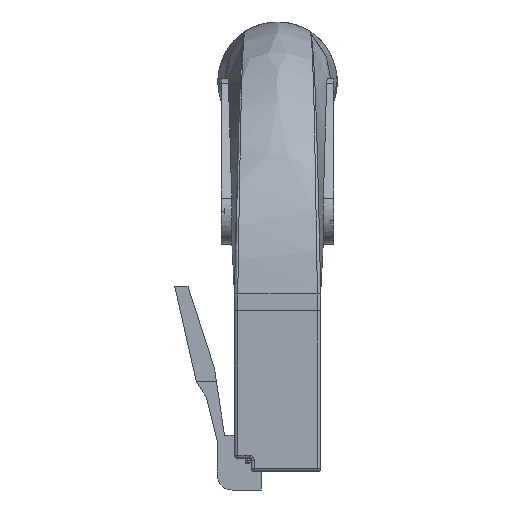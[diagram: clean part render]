
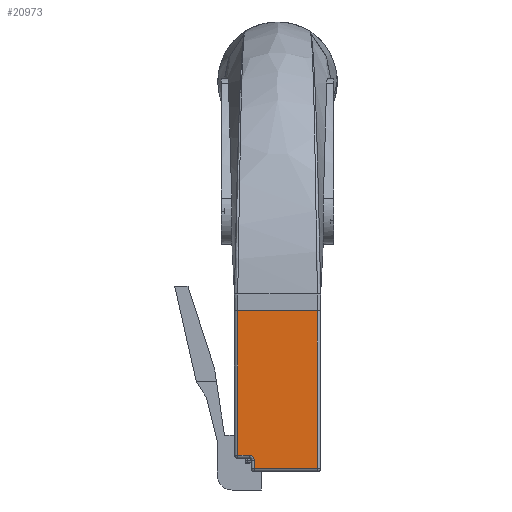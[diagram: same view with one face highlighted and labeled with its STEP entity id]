
A CAD part, left-side view. The second image highlights one B-rep face of the part: STEP entity #20973.
In plain terms, the highlighted face is planar.
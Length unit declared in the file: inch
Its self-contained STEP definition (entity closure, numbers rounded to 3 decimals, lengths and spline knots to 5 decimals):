
#2574 = CARTESIAN_POINT ( 'NONE',  ( 0.23, 0.13, -0.485 ) ) ;
#2581 = PLANE ( 'NONE',  #27780 ) ;
#2583 = DIRECTION ( 'NONE',  ( 1., 0., 0. ) ) ;
#2584 = DIRECTION ( 'NONE',  ( 0., 1., 0. ) ) ;
#11397 = AXIS2_PLACEMENT_3D ( 'NONE', #15019, #15020, #15021 ) ;
#13176 = LINE ( 'NONE', #14872, #13178 ) ;
#13178 = VECTOR ( 'NONE', #14868, 39.37008 ) ;
#13290 = LINE ( 'NONE', #15009, #13293 ) ;
#13292 = LINE ( 'NONE', #15011, #13295 ) ;
#13293 = VECTOR ( 'NONE', #15010, 39.37008 ) ;
#13294 = LINE ( 'NONE', #15013, #13297 ) ;
#13295 = VECTOR ( 'NONE', #15012, 39.37008 ) ;
#13296 = LINE ( 'NONE', #15015, #13299 ) ;
#13297 = VECTOR ( 'NONE', #15014, 39.37008 ) ;
#13298 = CIRCLE ( 'NONE', #11397, 0.015 ) ;
#13299 = VECTOR ( 'NONE', #15016, 39.37008 ) ;
#13300 = LINE ( 'NONE', #14994, #13302 ) ;
#13302 = VECTOR ( 'NONE', #14995, 39.37008 ) ;
#14291 = CARTESIAN_POINT ( 'NONE',  ( 0.23, -0.12, -0.485 ) ) ;
#14294 = CARTESIAN_POINT ( 'NONE',  ( 0.23, 0.12, -0.485 ) ) ;
#14342 = CARTESIAN_POINT ( 'NONE',  ( 0.23, 0.07, -0.01 ) ) ;
#14345 = CARTESIAN_POINT ( 'NONE',  ( 0.23, -0.12, -0.01 ) ) ;
#14346 = CARTESIAN_POINT ( 'NONE',  ( 0.23, 0.12, -0.05 ) ) ;
#14349 = CARTESIAN_POINT ( 'NONE',  ( 0.23, 0.085, -0.05 ) ) ;
#14350 = CARTESIAN_POINT ( 'NONE',  ( 0.23, 0.07, -0.035 ) ) ;
#14868 = DIRECTION ( 'NONE',  ( 0., 1., 0. ) ) ;
#14872 = CARTESIAN_POINT ( 'NONE',  ( 0.23, 0.13, -0.485 ) ) ;
#14994 = CARTESIAN_POINT ( 'NONE',  ( 0.23, 0.07, -0.485 ) ) ;
#14995 = DIRECTION ( 'NONE',  ( 0., 0., 1. ) ) ;
#15009 = CARTESIAN_POINT ( 'NONE',  ( 0.23, 0.13, -0.01 ) ) ;
#15010 = DIRECTION ( 'NONE',  ( 0., -1., 0. ) ) ;
#15011 = CARTESIAN_POINT ( 'NONE',  ( 0.23, -0.12, -0.485 ) ) ;
#15012 = DIRECTION ( 'NONE',  ( 0., 0., -1. ) ) ;
#15013 = CARTESIAN_POINT ( 'NONE',  ( 0.23, 0.12, -0.485 ) ) ;
#15014 = DIRECTION ( 'NONE',  ( 0., 0., 1. ) ) ;
#15015 = CARTESIAN_POINT ( 'NONE',  ( 0.23, 0.13, -0.05 ) ) ;
#15016 = DIRECTION ( 'NONE',  ( 0., -1., 0. ) ) ;
#15019 = CARTESIAN_POINT ( 'NONE',  ( 0.23, 0.085, -0.035 ) ) ;
#15020 = DIRECTION ( 'NONE',  ( -1., 0., 0. ) ) ;
#15021 = DIRECTION ( 'NONE',  ( 0., 1., 0. ) ) ;
#20973 = ADVANCED_FACE ( 'NONE', ( #28240 ), #2581, .T. ) ;
#23858 = ORIENTED_EDGE ( 'NONE', *, *, #24848, .T. ) ;
#23859 = ORIENTED_EDGE ( 'NONE', *, *, #24849, .T. ) ;
#23860 = ORIENTED_EDGE ( 'NONE', *, *, #24786, .T. ) ;
#23861 = ORIENTED_EDGE ( 'NONE', *, *, #24850, .T. ) ;
#23862 = ORIENTED_EDGE ( 'NONE', *, *, #24851, .T. ) ;
#23863 = ORIENTED_EDGE ( 'NONE', *, *, #24852, .T. ) ;
#23864 = ORIENTED_EDGE ( 'NONE', *, *, #24853, .T. ) ;
#24315 = VERTEX_POINT ( 'NONE', #14291 ) ;
#24318 = VERTEX_POINT ( 'NONE', #14294 ) ;
#24366 = VERTEX_POINT ( 'NONE', #14342 ) ;
#24369 = VERTEX_POINT ( 'NONE', #14345 ) ;
#24370 = VERTEX_POINT ( 'NONE', #14346 ) ;
#24373 = VERTEX_POINT ( 'NONE', #14349 ) ;
#24374 = VERTEX_POINT ( 'NONE', #14350 ) ;
#24786 = EDGE_CURVE ( 'NONE', #24315, #24318, #13176, .T. ) ;
#24848 = EDGE_CURVE ( 'NONE', #24366, #24369, #13290, .T. ) ;
#24849 = EDGE_CURVE ( 'NONE', #24369, #24315, #13292, .T. ) ;
#24850 = EDGE_CURVE ( 'NONE', #24318, #24370, #13294, .T. ) ;
#24851 = EDGE_CURVE ( 'NONE', #24370, #24373, #13296, .T. ) ;
#24852 = EDGE_CURVE ( 'NONE', #24373, #24374, #13298, .T. ) ;
#24853 = EDGE_CURVE ( 'NONE', #24374, #24366, #13300, .T. ) ;
#25383 = EDGE_LOOP ( 'NONE', ( #23858, #23859, #23860, #23861, #23862, #23863, #23864 ) ) ;
#27780 = AXIS2_PLACEMENT_3D ( 'NONE', #2574, #2583, #2584 ) ;
#28240 = FACE_OUTER_BOUND ( 'NONE', #25383, .T. ) ;
